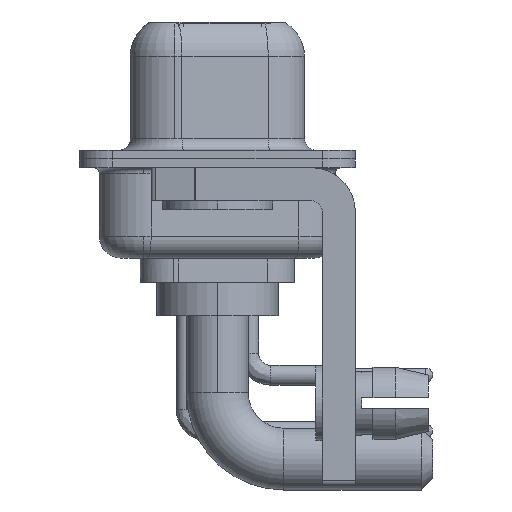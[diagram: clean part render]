
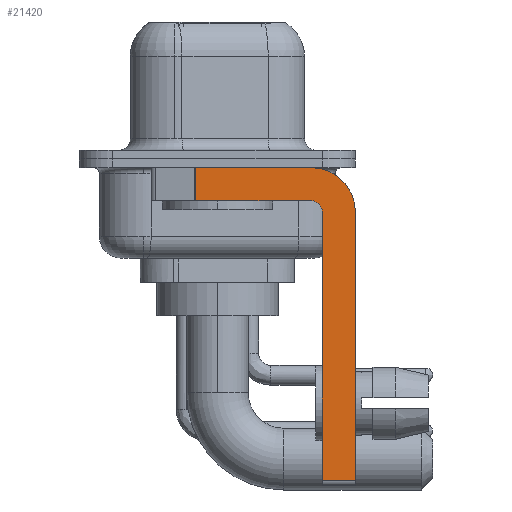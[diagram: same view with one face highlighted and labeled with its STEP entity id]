
A CAD part, left-side view. The second image highlights one B-rep face of the part: STEP entity #21420.
In plain terms, the highlighted planar face has unit normal (-1, 0, 0).
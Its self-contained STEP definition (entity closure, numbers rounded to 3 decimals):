
#260 = CIRCLE ( 'NONE', #18254, 2. ) ;
#342 = DIRECTION ( 'NONE',  ( 1., 0., 0. ) ) ;
#403 = VERTEX_POINT ( 'NONE', #7163 ) ;
#814 = AXIS2_PLACEMENT_3D ( 'NONE', #5211, #342, #15398 ) ;
#1025 = DIRECTION ( 'NONE',  ( 0., -1., 0. ) ) ;
#1095 = LINE ( 'NONE', #1205, #17812 ) ;
#1138 = LINE ( 'NONE', #15856, #6554 ) ;
#1205 = CARTESIAN_POINT ( 'NONE',  ( -2.9, -4.25, -14.55 ) ) ;
#1370 = EDGE_CURVE ( 'NONE', #10564, #15493, #5461, .T. ) ;
#1386 = LINE ( 'NONE', #8210, #19778 ) ;
#1631 = DIRECTION ( 'NONE',  ( 0., 0., 1. ) ) ;
#1967 = FACE_OUTER_BOUND ( 'NONE', #4383, .T. ) ;
#1985 = DIRECTION ( 'NONE',  ( 0., 0., -1. ) ) ;
#3280 = ORIENTED_EDGE ( 'NONE', *, *, #13104, .F. ) ;
#4031 = VECTOR ( 'NONE', #20893, 1000. ) ;
#4101 = CARTESIAN_POINT ( 'NONE',  ( -2.9, -6.25, -2.4 ) ) ;
#4333 = DIRECTION ( 'NONE',  ( 0., -1., 0. ) ) ;
#4383 = EDGE_LOOP ( 'NONE', ( #16242, #19568, #5420, #17179, #14781, #6821, #14852, #3280 ) ) ;
#4949 = AXIS2_PLACEMENT_3D ( 'NONE', #20056, #5192, #1631 ) ;
#5049 = DIRECTION ( 'NONE',  ( 0., 1., 0. ) ) ;
#5192 = DIRECTION ( 'NONE',  ( -1., 0., 0. ) ) ;
#5211 = CARTESIAN_POINT ( 'NONE',  ( -2.9, -4.25, -2.4 ) ) ;
#5315 = PLANE ( 'NONE',  #814 ) ;
#5420 = ORIENTED_EDGE ( 'NONE', *, *, #17706, .F. ) ;
#5461 = LINE ( 'NONE', #7508, #10956 ) ;
#5622 = CIRCLE ( 'NONE', #4949, 0.5 ) ;
#6554 = VECTOR ( 'NONE', #1025, 1000. ) ;
#6606 = CARTESIAN_POINT ( 'NONE',  ( -2.9, -4.25, -1.9 ) ) ;
#6821 = ORIENTED_EDGE ( 'NONE', *, *, #9191, .T. ) ;
#7041 = DIRECTION ( 'NONE',  ( 0., 0., -1. ) ) ;
#7106 = VERTEX_POINT ( 'NONE', #14308 ) ;
#7163 = CARTESIAN_POINT ( 'NONE',  ( -2.9, 0.978, -0.4 ) ) ;
#7279 = EDGE_CURVE ( 'NONE', #21259, #18777, #5622, .T. ) ;
#7321 = VERTEX_POINT ( 'NONE', #19647 ) ;
#7508 = CARTESIAN_POINT ( 'NONE',  ( -2.9, -6.25, -2.4 ) ) ;
#8119 = VERTEX_POINT ( 'NONE', #18935 ) ;
#8210 = CARTESIAN_POINT ( 'NONE',  ( -2.9, -4.25, -1.9 ) ) ;
#8609 = CARTESIAN_POINT ( 'NONE',  ( -2.9, 0.978, -1.9 ) ) ;
#9191 = EDGE_CURVE ( 'NONE', #7106, #15493, #1095, .T. ) ;
#10564 = VERTEX_POINT ( 'NONE', #4101 ) ;
#10956 = VECTOR ( 'NONE', #14120, 1000. ) ;
#10994 = CARTESIAN_POINT ( 'NONE',  ( -2.9, -4.75, -2.4 ) ) ;
#11814 = CARTESIAN_POINT ( 'NONE',  ( -2.9, -4.25, -2.4 ) ) ;
#11925 = DIRECTION ( 'NONE',  ( 1., 0., 0. ) ) ;
#12475 = EDGE_CURVE ( 'NONE', #7106, #21259, #19273, .T. ) ;
#13104 = EDGE_CURVE ( 'NONE', #7321, #10564, #260, .T. ) ;
#14120 = DIRECTION ( 'NONE',  ( 0., 0., -1. ) ) ;
#14308 = CARTESIAN_POINT ( 'NONE',  ( -2.9, -4.75, -14.55 ) ) ;
#14440 = EDGE_CURVE ( 'NONE', #403, #7321, #1138, .T. ) ;
#14781 = ORIENTED_EDGE ( 'NONE', *, *, #12475, .F. ) ;
#14852 = ORIENTED_EDGE ( 'NONE', *, *, #1370, .F. ) ;
#15398 = DIRECTION ( 'NONE',  ( 0., 0., -1. ) ) ;
#15493 = VERTEX_POINT ( 'NONE', #19018 ) ;
#15856 = CARTESIAN_POINT ( 'NONE',  ( -2.9, 3., -0.4 ) ) ;
#16242 = ORIENTED_EDGE ( 'NONE', *, *, #14440, .F. ) ;
#16720 = LINE ( 'NONE', #8609, #20843 ) ;
#17179 = ORIENTED_EDGE ( 'NONE', *, *, #7279, .F. ) ;
#17706 = EDGE_CURVE ( 'NONE', #18777, #8119, #1386, .T. ) ;
#17812 = VECTOR ( 'NONE', #4333, 1000. ) ;
#18251 = EDGE_CURVE ( 'NONE', #403, #8119, #16720, .T. ) ;
#18254 = AXIS2_PLACEMENT_3D ( 'NONE', #11814, #11925, #7041 ) ;
#18777 = VERTEX_POINT ( 'NONE', #6606 ) ;
#18935 = CARTESIAN_POINT ( 'NONE',  ( -2.9, 0.978, -1.9 ) ) ;
#19018 = CARTESIAN_POINT ( 'NONE',  ( -2.9, -6.25, -14.55 ) ) ;
#19273 = LINE ( 'NONE', #19380, #4031 ) ;
#19380 = CARTESIAN_POINT ( 'NONE',  ( -2.9, -4.75, -14.8 ) ) ;
#19568 = ORIENTED_EDGE ( 'NONE', *, *, #18251, .T. ) ;
#19647 = CARTESIAN_POINT ( 'NONE',  ( -2.9, -4.25, -0.4 ) ) ;
#19778 = VECTOR ( 'NONE', #5049, 1000. ) ;
#20056 = CARTESIAN_POINT ( 'NONE',  ( -2.9, -4.25, -2.4 ) ) ;
#20843 = VECTOR ( 'NONE', #1985, 1000. ) ;
#20893 = DIRECTION ( 'NONE',  ( 0., 0., 1. ) ) ;
#21259 = VERTEX_POINT ( 'NONE', #10994 ) ;
#21420 = ADVANCED_FACE ( 'NONE', ( #1967 ), #5315, .F. ) ;
